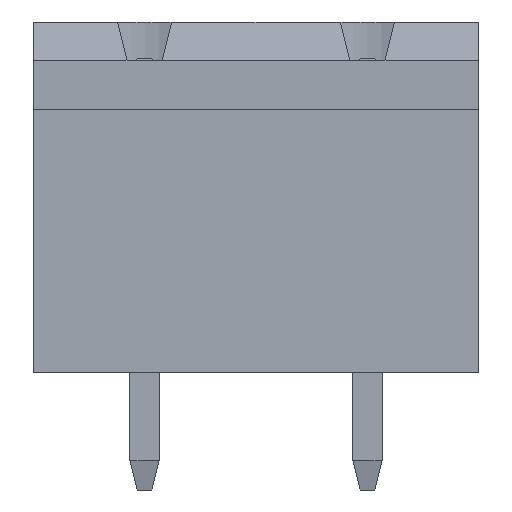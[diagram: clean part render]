
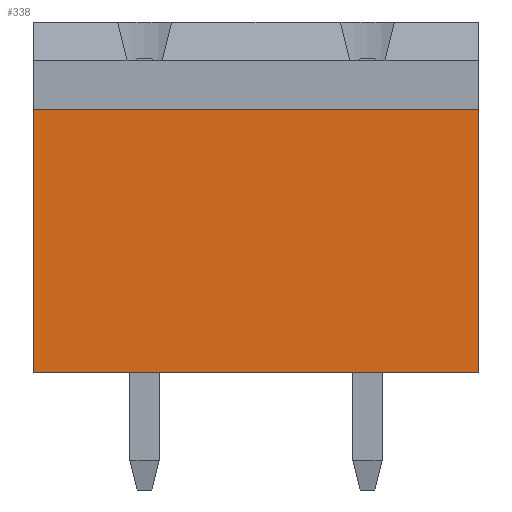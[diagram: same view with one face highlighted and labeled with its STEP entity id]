
A CAD part, front view. The second image highlights one B-rep face of the part: STEP entity #338.
In plain terms, the highlighted planar face has unit normal (0, -1, 0).
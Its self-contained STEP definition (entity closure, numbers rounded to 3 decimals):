
#338 = ADVANCED_FACE( '', ( #662 ), #663, .T. );
#662 = FACE_OUTER_BOUND( '', #975, .T. );
#663 = PLANE( '', #976 );
#975 = EDGE_LOOP( '', ( #1787, #1788, #1789, #1790 ) );
#976 = AXIS2_PLACEMENT_3D( '', #1791, #1792, #1793 );
#1787 = ORIENTED_EDGE( '', *, *, #2069, .F. );
#1788 = ORIENTED_EDGE( '', *, *, #2194, .F. );
#1789 = ORIENTED_EDGE( '', *, *, #2263, .T. );
#1790 = ORIENTED_EDGE( '', *, *, #2118, .T. );
#1791 = CARTESIAN_POINT( '', ( 7.62, -4.05, -6. ) );
#1792 = DIRECTION( '', ( 0., -1., 0. ) );
#1793 = DIRECTION( '', ( 0., 0., -1. ) );
#2069 = EDGE_CURVE( '', #2536, #2538, #2539, .T. );
#2118 = EDGE_CURVE( '', #2605, #2538, #2606, .T. );
#2194 = EDGE_CURVE( '', #2709, #2536, #2711, .T. );
#2263 = EDGE_CURVE( '', #2709, #2605, #2792, .T. );
#2536 = VERTEX_POINT( '', #3176 );
#2538 = VERTEX_POINT( '', #3179 );
#2539 = LINE( '', #3180, #3181 );
#2605 = VERTEX_POINT( '', #3282 );
#2606 = LINE( '', #3283, #3284 );
#2709 = VERTEX_POINT( '', #3435 );
#2711 = LINE( '', #3438, #3439 );
#2792 = LINE( '', #3561, #3562 );
#3176 = CARTESIAN_POINT( '', ( -7.62, -4.05, -6. ) );
#3179 = CARTESIAN_POINT( '', ( -7.62, -4.05, 3. ) );
#3180 = CARTESIAN_POINT( '', ( -7.62, -4.05, -6. ) );
#3181 = VECTOR( '', #3732, 1000. );
#3282 = CARTESIAN_POINT( '', ( 7.62, -4.05, 3. ) );
#3283 = CARTESIAN_POINT( '', ( 7.62, -4.05, 3. ) );
#3284 = VECTOR( '', #3768, 1000. );
#3435 = CARTESIAN_POINT( '', ( 7.62, -4.05, -6. ) );
#3438 = CARTESIAN_POINT( '', ( 7.62, -4.05, -6. ) );
#3439 = VECTOR( '', #3833, 1000. );
#3561 = CARTESIAN_POINT( '', ( 7.62, -4.05, -6. ) );
#3562 = VECTOR( '', #3875, 1000. );
#3732 = DIRECTION( '', ( 0., 0., 1. ) );
#3768 = DIRECTION( '', ( -1., 0., 0. ) );
#3833 = DIRECTION( '', ( -1., 0., 0. ) );
#3875 = DIRECTION( '', ( 0., 0., 1. ) );
